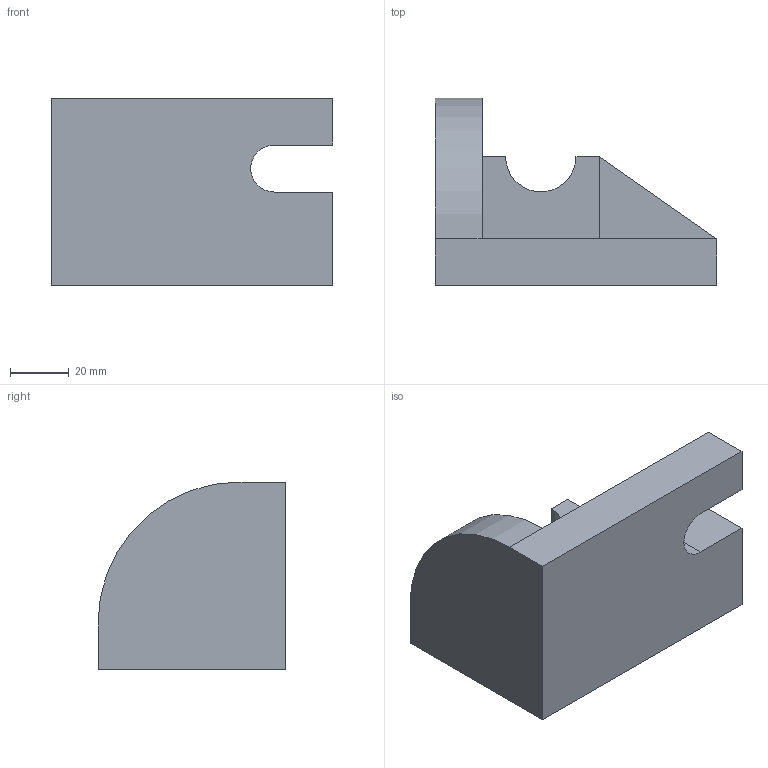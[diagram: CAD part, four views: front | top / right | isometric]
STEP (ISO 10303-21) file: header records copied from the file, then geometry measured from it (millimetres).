
FILE_DESCRIPTION (( 'STEP AP214' ), '1' );
FILE_NAME ('Part8.STEP', '2025-07-08T09:13:03', ( '' ), ( '' ), 'SwSTEP 2.0', 'SolidWorks 2024', '' );
FILE_SCHEMA (( 'AUTOMOTIVE_DESIGN' ));
Length unit declared in the file: millimetre
Products named in the file (1): Part8
Bounding box: 96 x 64 x 64 mm (x, y, z)
Volume: 177076.2 mm3; surface area: 26967.4 mm2
Topology: 1 solids, 1 shells, 20 faces, 51 edges, 33 vertices
Faces by surface type: plane 17, cylinder 3
Entity records: 620 total; most frequent: CARTESIAN_POINT 105, ORIENTED_EDGE 102, DIRECTION 99, EDGE_CURVE 51, LINE 45, VECTOR 45, VERTEX_POINT 33, AXIS2_PLACEMENT_3D 27
